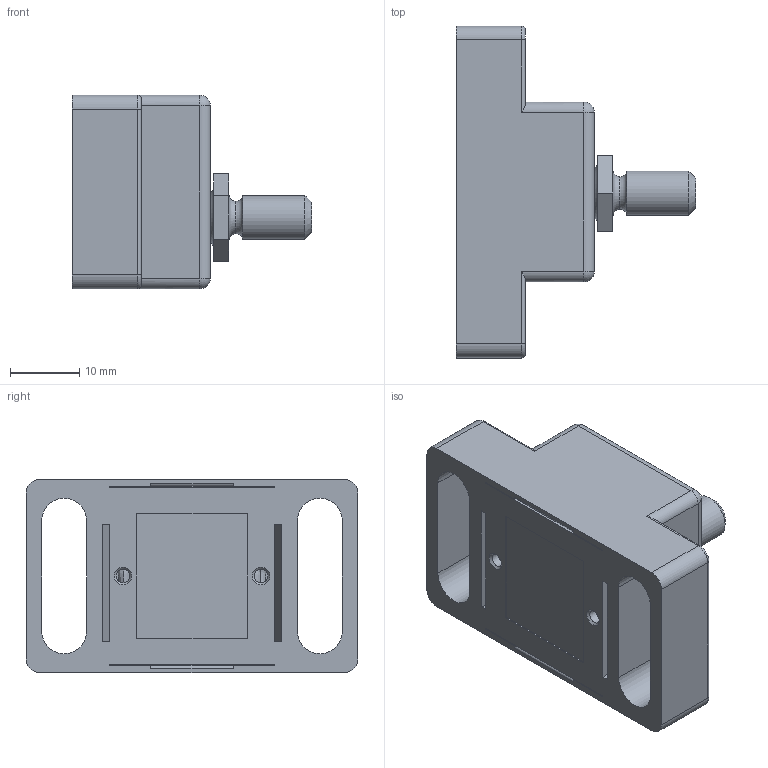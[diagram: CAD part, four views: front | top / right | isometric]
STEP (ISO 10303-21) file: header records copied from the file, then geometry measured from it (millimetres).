
FILE_DESCRIPTION(/* description */ ('Kugelschnäpper Gehäuse komplett'),/* implementation_level */ '2;1');
FILE_NAME(/* name */ 'Syskomp 205610002 Kugelschnäpper leicht Edelstahl.stp',/* time_stamp */ '2016-11-14T10:51:06+01:00',/* author */ ('wheldmann'),/* organization */ (''),/* preprocessor_version */ 'ST-DEVELOPER v16.1',/* originating_system */ 'Autodesk Inventor 2016',/* authorisation */ '');
FILE_SCHEMA (('AUTOMOTIVE_DESIGN { 1 0 10303 214 3 1 1 }'));
Length unit declared in the file: millimetre
Products named in the file (3): 20561000X Kugelschnäpper Gehäuse komplett; 20561000X Halteschraube Edelstahl; 205610002 Kugelschnäpper leicht Edelstahl
Assembly tree (2 placements, depth 2):
  205610002 Kugelschnäpper leicht Edelstahl
    20561000X Kugelschnäpper Gehäuse komplett
    20561000X Halteschraube Edelstahl
Bounding box: 34.7 x 48 x 28 mm (x, y, z)
Volume: 12890.9 mm3; surface area: 11735.9 mm2
Topology: 2 solids, 2 shells, 420 faces, 1086 edges, 637 vertices
Faces by surface type: plane 149, cylinder 149, torus 58, sphere 33, bspline 25, cone 6
Full cylindrical faces by diameter (mm): 1.95 x2, 4.7 x1, 6 x1, 6.35 x1, 7 x1
Entity records: 15510 total; most frequent: CARTESIAN_POINT 5442, DIRECTION 2140, ORIENTED_EDGE 2054, EDGE_CURVE 1026, AXIS2_PLACEMENT_3D 795, VERTEX_POINT 626, LINE 550, VECTOR 550
